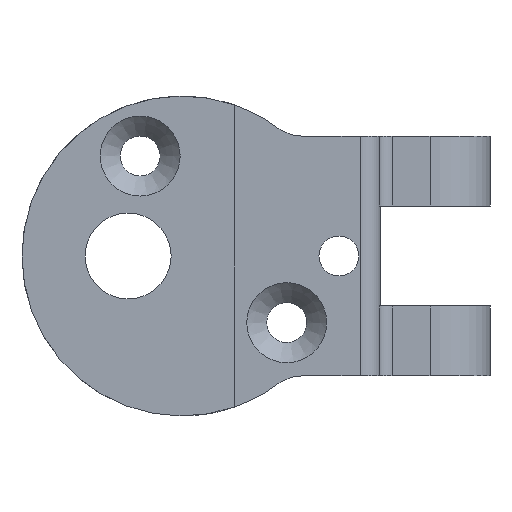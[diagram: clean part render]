
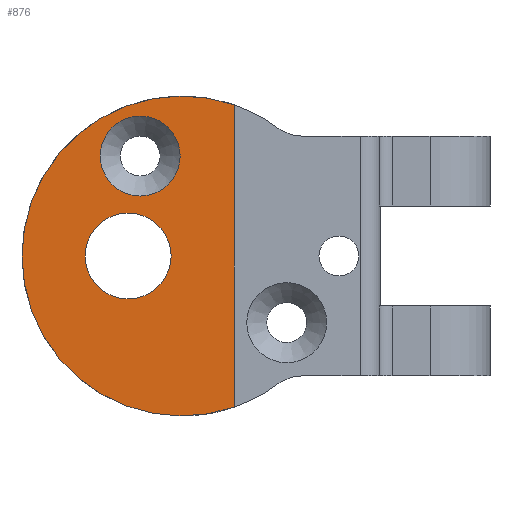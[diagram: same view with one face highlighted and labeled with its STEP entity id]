
A CAD part, front view. The second image highlights one B-rep face of the part: STEP entity #876.
In plain terms, the highlighted planar face has unit normal (0, -1, 0).
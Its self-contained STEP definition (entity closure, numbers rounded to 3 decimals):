
#26=FACE_BOUND('',#145,.T.);
#27=FACE_BOUND('',#146,.T.);
#50=PLANE('',#992);
#93=FACE_OUTER_BOUND('',#144,.T.);
#144=EDGE_LOOP('',(#802,#803));
#145=EDGE_LOOP('',(#804));
#146=EDGE_LOOP('',(#805));
#180=LINE('',#1356,#256);
#256=VECTOR('',#1078,10.);
#317=CIRCLE('',#928,3.);
#323=CIRCLE('',#937,3.225);
#333=CIRCLE('',#952,12.);
#387=VERTEX_POINT('',#1353);
#388=VERTEX_POINT('',#1355);
#389=VERTEX_POINT('',#1359);
#398=VERTEX_POINT('',#1393);
#480=EDGE_CURVE('',#388,#387,#180,.T.);
#482=EDGE_CURVE('',#389,#389,#317,.T.);
#495=EDGE_CURVE('',#398,#398,#323,.T.);
#513=EDGE_CURVE('',#388,#387,#333,.T.);
#802=ORIENTED_EDGE('',*,*,#480,.T.);
#803=ORIENTED_EDGE('',*,*,#513,.F.);
#804=ORIENTED_EDGE('',*,*,#482,.T.);
#805=ORIENTED_EDGE('',*,*,#495,.T.);
#876=ADVANCED_FACE('',(#93,#26,#27),#50,.T.);
#928=AXIS2_PLACEMENT_3D('',#1360,#1082,#1083);
#937=AXIS2_PLACEMENT_3D('',#1395,#1105,#1106);
#952=AXIS2_PLACEMENT_3D('',#1434,#1143,#1144);
#992=AXIS2_PLACEMENT_3D('',#1540,#1253,#1254);
#1078=DIRECTION('',(0.,0.,1.));
#1082=DIRECTION('center_axis',(0.,1.,0.));
#1083=DIRECTION('ref_axis',(1.,0.,0.));
#1105=DIRECTION('center_axis',(0.,1.,0.));
#1106=DIRECTION('ref_axis',(1.,0.,0.));
#1143=DIRECTION('center_axis',(0.,1.,0.));
#1144=DIRECTION('ref_axis',(-1.,0.,0.));
#1253=DIRECTION('center_axis',(0.,-1.,0.));
#1254=DIRECTION('ref_axis',(0.,0.,-1.));
#1353=CARTESIAN_POINT('',(2.533,0.2,10.461));
#1355=CARTESIAN_POINT('',(2.533,0.2,-12.211));
#1356=CARTESIAN_POINT('',(2.533,0.2,4.793));
#1359=CARTESIAN_POINT('',(-7.541,0.2,6.625));
#1360=CARTESIAN_POINT('Origin',(-4.541,0.2,6.625));
#1393=CARTESIAN_POINT('',(-8.666,0.2,-0.875));
#1395=CARTESIAN_POINT('Origin',(-5.441,0.2,-0.875));
#1434=CARTESIAN_POINT('Origin',(-1.404,0.2,-0.875));
#1540=CARTESIAN_POINT('Origin',(-3.436,0.2,-0.875));
